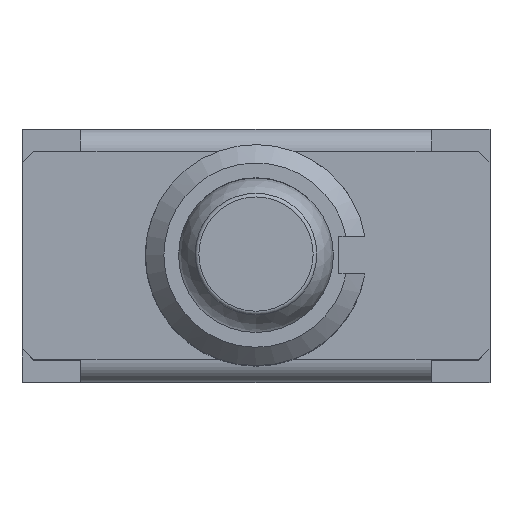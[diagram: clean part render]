
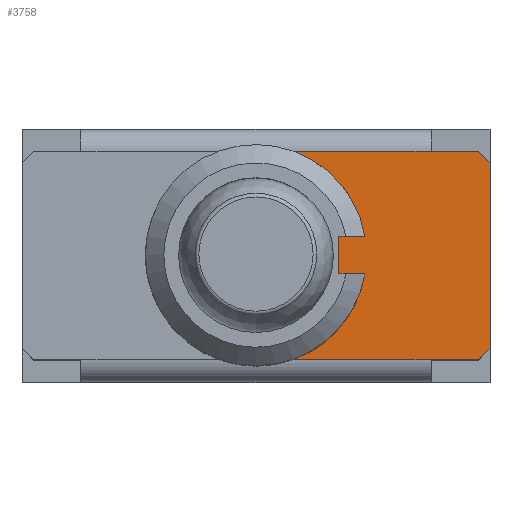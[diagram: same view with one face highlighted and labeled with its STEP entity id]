
A CAD part, top view. The second image highlights one B-rep face of the part: STEP entity #3758.
In plain terms, the highlighted planar face has unit normal (0, 0, 1).
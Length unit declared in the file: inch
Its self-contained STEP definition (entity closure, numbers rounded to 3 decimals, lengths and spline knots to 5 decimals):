
#201=PLANE('',#4049);
#368=LINE('',#5649,#779);
#373=LINE('',#5661,#784);
#389=LINE('',#5694,#800);
#391=LINE('',#5698,#802);
#478=LINE('',#5891,#889);
#481=LINE('',#5896,#892);
#482=LINE('',#5898,#893);
#491=LINE('',#5927,#902);
#492=LINE('',#5929,#903);
#493=LINE('',#5931,#904);
#779=VECTOR('',#4476,0.3937);
#784=VECTOR('',#4485,0.3937);
#800=VECTOR('',#4509,0.3937);
#802=VECTOR('',#4513,0.3937);
#889=VECTOR('',#4714,0.3937);
#892=VECTOR('',#4719,0.3937);
#893=VECTOR('',#4722,0.3937);
#902=VECTOR('',#4759,0.3937);
#903=VECTOR('',#4760,0.3937);
#904=VECTOR('',#4761,0.3937);
#1198=FACE_OUTER_BOUND('',#1432,.T.);
#1432=EDGE_LOOP('',(#3002,#3003,#3004,#3005,#3006,#3007,#3008,#3009,#3010,
#3011,#3012,#3013));
#1601=CIRCLE('',#4050,0.11811);
#1602=CIRCLE('',#4051,0.11811);
#1769=VERTEX_POINT('',#5646);
#1770=VERTEX_POINT('',#5648);
#1774=VERTEX_POINT('',#5658);
#1775=VERTEX_POINT('',#5660);
#1788=VERTEX_POINT('',#5692);
#1789=VERTEX_POINT('',#5696);
#1838=VERTEX_POINT('',#5890);
#1839=VERTEX_POINT('',#5894);
#1844=VERTEX_POINT('',#5924);
#1845=VERTEX_POINT('',#5926);
#1846=VERTEX_POINT('',#5928);
#1847=VERTEX_POINT('',#5930);
#2121=EDGE_CURVE('',#1770,#1769,#368,.T.);
#2127=EDGE_CURVE('',#1774,#1775,#373,.T.);
#2144=EDGE_CURVE('',#1775,#1788,#389,.T.);
#2146=EDGE_CURVE('',#1769,#1789,#391,.T.);
#2245=EDGE_CURVE('',#1838,#1789,#478,.T.);
#2248=EDGE_CURVE('',#1838,#1839,#481,.T.);
#2249=EDGE_CURVE('',#1788,#1839,#482,.T.);
#2259=EDGE_CURVE('',#1774,#1844,#1601,.T.);
#2260=EDGE_CURVE('',#1844,#1845,#491,.T.);
#2261=EDGE_CURVE('',#1845,#1846,#492,.T.);
#2262=EDGE_CURVE('',#1846,#1847,#493,.T.);
#2263=EDGE_CURVE('',#1847,#1770,#1602,.T.);
#3002=ORIENTED_EDGE('',*,*,#2259,.T.);
#3003=ORIENTED_EDGE('',*,*,#2260,.T.);
#3004=ORIENTED_EDGE('',*,*,#2261,.T.);
#3005=ORIENTED_EDGE('',*,*,#2262,.T.);
#3006=ORIENTED_EDGE('',*,*,#2263,.T.);
#3007=ORIENTED_EDGE('',*,*,#2121,.T.);
#3008=ORIENTED_EDGE('',*,*,#2146,.T.);
#3009=ORIENTED_EDGE('',*,*,#2245,.F.);
#3010=ORIENTED_EDGE('',*,*,#2248,.T.);
#3011=ORIENTED_EDGE('',*,*,#2249,.F.);
#3012=ORIENTED_EDGE('',*,*,#2144,.F.);
#3013=ORIENTED_EDGE('',*,*,#2127,.F.);
#3758=ADVANCED_FACE('',(#1198),#201,.T.);
#4049=AXIS2_PLACEMENT_3D('',#5923,#4755,#4756);
#4050=AXIS2_PLACEMENT_3D('',#5925,#4757,#4758);
#4051=AXIS2_PLACEMENT_3D('',#5932,#4762,#4763);
#4476=DIRECTION('',(1.,0.,0.));
#4485=DIRECTION('',(1.,0.,0.));
#4509=DIRECTION('',(1.,0.,0.));
#4513=DIRECTION('',(1.,0.,0.));
#4714=DIRECTION('',(-0.707,-0.707,0.));
#4719=DIRECTION('',(0.,1.,0.));
#4722=DIRECTION('',(0.707,-0.707,0.));
#4755=DIRECTION('center_axis',(0.,0.,1.));
#4756=DIRECTION('ref_axis',(0.,-1.,0.));
#4757=DIRECTION('center_axis',(0.,0.,-1.));
#4758=DIRECTION('ref_axis',(0.985,0.17,0.));
#4759=DIRECTION('',(-1.,0.,0.));
#4760=DIRECTION('',(0.,-1.,0.));
#4761=DIRECTION('',(1.,0.,0.));
#4762=DIRECTION('center_axis',(0.,0.,-1.));
#4763=DIRECTION('ref_axis',(0.985,0.17,0.));
#5646=CARTESIAN_POINT('',(0.18701,-0.11142,0.35));
#5648=CARTESIAN_POINT('',(0.03919,-0.11142,0.35));
#5649=CARTESIAN_POINT('',(0.,-0.11142,0.35));
#5658=CARTESIAN_POINT('',(0.03919,0.11142,0.35));
#5660=CARTESIAN_POINT('',(0.18701,0.11142,0.35));
#5661=CARTESIAN_POINT('',(0.,0.11142,0.35));
#5692=CARTESIAN_POINT('',(0.23819,0.11142,0.35));
#5694=CARTESIAN_POINT('',(0.18701,0.11142,0.35));
#5696=CARTESIAN_POINT('',(0.23819,-0.11142,0.35));
#5698=CARTESIAN_POINT('',(0.18701,-0.11142,0.35));
#5890=CARTESIAN_POINT('',(0.25,-0.09961,0.35));
#5891=CARTESIAN_POINT('',(0.2373,-0.1123,0.35));
#5894=CARTESIAN_POINT('',(0.25,0.09961,0.35));
#5896=CARTESIAN_POINT('',(0.25,0.11142,0.35));
#5898=CARTESIAN_POINT('',(0.18159,0.16801,0.35));
#5923=CARTESIAN_POINT('Origin',(0.,0.11142,0.35));
#5924=CARTESIAN_POINT('',(0.11639,0.02008,0.35));
#5925=CARTESIAN_POINT('Origin',(0.,0.,
0.35));
#5926=CARTESIAN_POINT('',(0.08844,0.02008,0.35));
#5927=CARTESIAN_POINT('',(0.0582,0.02008,0.35));
#5928=CARTESIAN_POINT('',(0.08844,-0.02008,0.35));
#5929=CARTESIAN_POINT('',(0.08844,0.06575,0.35));
#5930=CARTESIAN_POINT('',(0.11639,-0.02008,0.35));
#5931=CARTESIAN_POINT('',(0.04422,-0.02008,0.35));
#5932=CARTESIAN_POINT('Origin',(0.,0.,
0.35));
